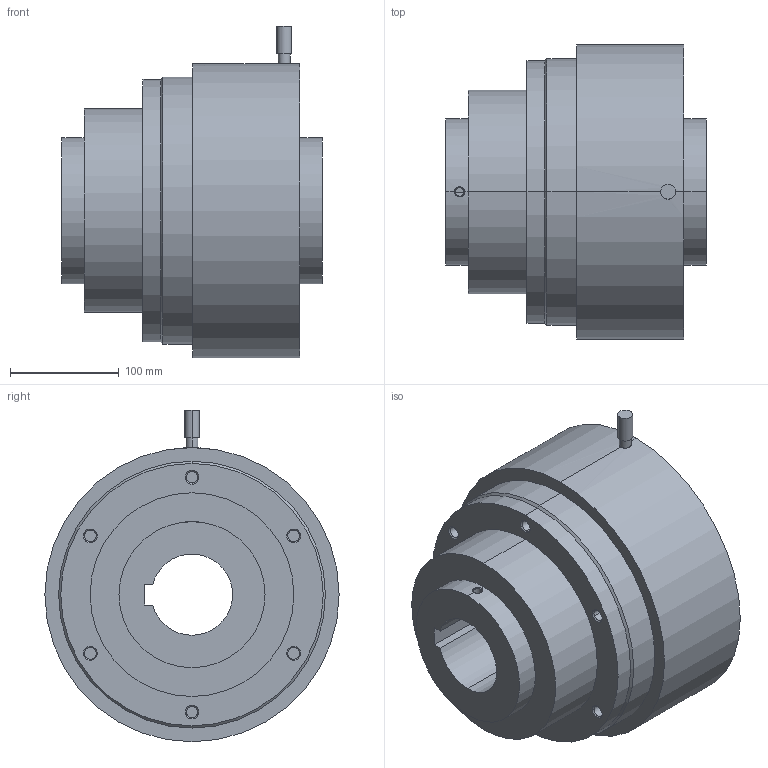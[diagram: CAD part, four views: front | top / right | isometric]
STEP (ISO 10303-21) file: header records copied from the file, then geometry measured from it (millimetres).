
FILE_DESCRIPTION(('starvars output'),'2;1');
FILE_NAME('cv20170217080341000030492.stp','08:03:42 2017/02/17',( 'Thomas Industrial Network Germany GmbH'),( 'Thomas Industrial Network Germany GmbH'),'unknown preprocess','ACIS' ,'unknown authorization');
FILE_SCHEMA(('CONFIG_CONTROL_DESIGN {UNKNOWN IMPLEMENTATION LEVEL}'));
Length unit declared in the file: millimetre
Products named in the file (1): PRODUCT_ID_1
Bounding box: 239.52 x 270.51 x 304.8 mm (x, y, z)
Volume: 8787122.2 mm3; surface area: 338873.2 mm2
Topology: 1 solids, 1 shells, 80 faces, 172 edges, 103 vertices
Faces by surface type: cylinder 33, cone 30, plane 17
Entity records: 1960 total; most frequent: CARTESIAN_POINT 384, ORIENTED_EDGE 344, DIRECTION 257, EDGE_CURVE 172, VERTEX_POINT 103, EDGE_LOOP 93, FACE_BOUND 93, AXIS2_PLACEMENT_3D 91
